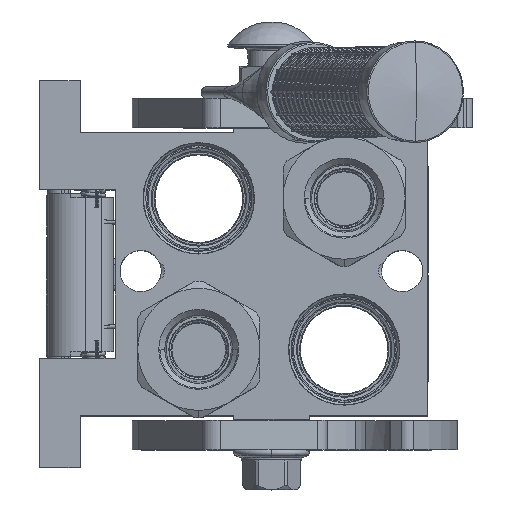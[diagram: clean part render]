
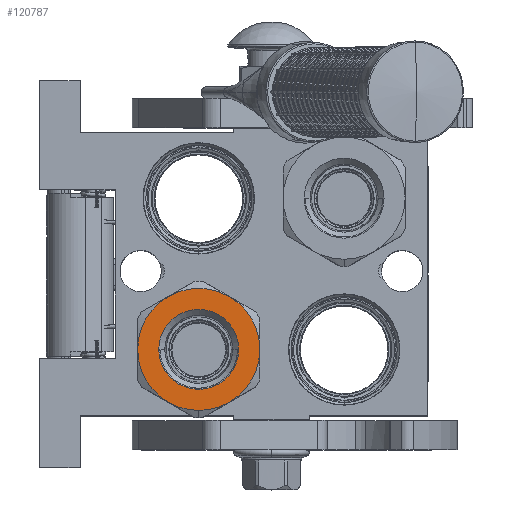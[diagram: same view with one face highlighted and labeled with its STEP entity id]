
A CAD part, top view. The second image highlights one B-rep face of the part: STEP entity #120787.
In plain terms, the highlighted face is planar.
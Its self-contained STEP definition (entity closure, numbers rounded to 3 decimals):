
#2157 = AXIS2_PLACEMENT_3D ( 'NONE', #42791, #146202, #58713 ) ;
#2404 = CARTESIAN_POINT ( 'NONE',  ( 100.6, 0., 0. ) ) ;
#3040 = DIRECTION ( 'NONE',  ( 0., 1., 0. ) ) ;
#3588 = AXIS2_PLACEMENT_3D ( 'NONE', #81083, #183211, #158341 ) ;
#4279 = CARTESIAN_POINT ( 'NONE',  ( 100.6, 0., 0. ) ) ;
#4468 = DIRECTION ( 'NONE',  ( 0., 0., -1. ) ) ;
#6185 = DIRECTION ( 'NONE',  ( 1., 0., 0. ) ) ;
#7660 = DIRECTION ( 'NONE',  ( 0., -0.5, -0.866 ) ) ;
#13770 = CARTESIAN_POINT ( 'NONE',  ( 100.6, 13.75, 0. ) ) ;
#14456 = VERTEX_POINT ( 'NONE', #13770 ) ;
#19300 = EDGE_CURVE ( 'NONE', #136369, #80644, #105199, .T. ) ;
#20216 = DIRECTION ( 'NONE',  ( 0., 1., 0. ) ) ;
#22185 = CIRCLE ( 'NONE', #121945, 21. ) ;
#22641 = FACE_OUTER_BOUND ( 'NONE', #81434, .T. ) ;
#23441 = DIRECTION ( 'NONE',  ( -1., 0., 0. ) ) ;
#25839 = CIRCLE ( 'NONE', #3588, 21. ) ;
#27140 = ORIENTED_EDGE ( 'NONE', *, *, #188149, .T. ) ;
#29459 = ORIENTED_EDGE ( 'NONE', *, *, #153206, .T. ) ;
#29591 = VERTEX_POINT ( 'NONE', #166324 ) ;
#32343 = DIRECTION ( 'NONE',  ( -1., 0., 0. ) ) ;
#36567 = DIRECTION ( 'NONE',  ( 0., -0.5, -0.866 ) ) ;
#37584 = ORIENTED_EDGE ( 'NONE', *, *, #109608, .T. ) ;
#37789 = DIRECTION ( 'NONE',  ( 1., 0., 0. ) ) ;
#38738 = DIRECTION ( 'NONE',  ( 0., -1., 0. ) ) ;
#39093 = ORIENTED_EDGE ( 'NONE', *, *, #180526, .T. ) ;
#42791 = CARTESIAN_POINT ( 'NONE',  ( 100.6, 0., 0. ) ) ;
#44665 = CIRCLE ( 'NONE', #137818, 21. ) ;
#47406 = AXIS2_PLACEMENT_3D ( 'NONE', #126818, #23441, #124295 ) ;
#48283 = CARTESIAN_POINT ( 'NONE',  ( 100.6, -21., 0. ) ) ;
#50921 = CARTESIAN_POINT ( 'NONE',  ( 100.6, 21., 0. ) ) ;
#55527 = CARTESIAN_POINT ( 'NONE',  ( 100.6, -10.5, 18.187 ) ) ;
#57168 = ORIENTED_EDGE ( 'NONE', *, *, #92321, .F. ) ;
#58713 = DIRECTION ( 'NONE',  ( 0., 0.5, 0.866 ) ) ;
#68196 = ORIENTED_EDGE ( 'NONE', *, *, #159715, .T. ) ;
#70983 = CARTESIAN_POINT ( 'NONE',  ( 100.6, -10.5, -18.187 ) ) ;
#75214 = ORIENTED_EDGE ( 'NONE', *, *, #115321, .F. ) ;
#76404 = CIRCLE ( 'NONE', #153030, 13.75 ) ;
#80644 = VERTEX_POINT ( 'NONE', #50921 ) ;
#81083 = CARTESIAN_POINT ( 'NONE',  ( 100.6, 0., 0. ) ) ;
#81434 = EDGE_LOOP ( 'NONE', ( #166702, #29459, #27140, #57168, #75214, #147558, #37584 ) ) ;
#82034 = AXIS2_PLACEMENT_3D ( 'NONE', #120027, #150568, #4468 ) ;
#90959 = CIRCLE ( 'NONE', #121354, 13.75 ) ;
#92321 = EDGE_CURVE ( 'NONE', #166858, #179658, #25839, .T. ) ;
#93804 = CARTESIAN_POINT ( 'NONE',  ( 100.6, 0., -21. ) ) ;
#105199 = CIRCLE ( 'NONE', #152884, 21. ) ;
#106781 = VERTEX_POINT ( 'NONE', #70983 ) ;
#109446 = FACE_BOUND ( 'NONE', #186819, .T. ) ;
#109608 = EDGE_CURVE ( 'NONE', #168315, #136369, #140098, .T. ) ;
#115321 = EDGE_CURVE ( 'NONE', #106781, #166858, #138858, .T. ) ;
#115373 = VERTEX_POINT ( 'NONE', #157446 ) ;
#120027 = CARTESIAN_POINT ( 'NONE',  ( 100.6, 0., 0. ) ) ;
#120463 = AXIS2_PLACEMENT_3D ( 'NONE', #128259, #157643, #7660 ) ;
#120787 = ADVANCED_FACE ( 'NONE', ( #22641, #109446 ), #178006, .F. ) ;
#121354 = AXIS2_PLACEMENT_3D ( 'NONE', #138998, #168974, #38738 ) ;
#121945 = AXIS2_PLACEMENT_3D ( 'NONE', #4279, #6185, #20216 ) ;
#124295 = DIRECTION ( 'NONE',  ( 0., -0.5, -0.866 ) ) ;
#125251 = CARTESIAN_POINT ( 'NONE',  ( 100.6, 0., 0. ) ) ;
#125872 = DIRECTION ( 'NONE',  ( 0., 0.5, -0.866 ) ) ;
#126596 = CARTESIAN_POINT ( 'NONE',  ( 100.6, 0., 0. ) ) ;
#126818 = CARTESIAN_POINT ( 'NONE',  ( 100.6, 0., 0. ) ) ;
#128259 = CARTESIAN_POINT ( 'NONE',  ( 100.6, 0., 0. ) ) ;
#136369 = VERTEX_POINT ( 'NONE', #180817 ) ;
#137681 = CIRCLE ( 'NONE', #2157, 21. ) ;
#137818 = AXIS2_PLACEMENT_3D ( 'NONE', #126596, #139372, #36567 ) ;
#138858 = CIRCLE ( 'NONE', #47406, 21. ) ;
#138998 = CARTESIAN_POINT ( 'NONE',  ( 100.6, 0., 0. ) ) ;
#139372 = DIRECTION ( 'NONE',  ( 1., 0., 0. ) ) ;
#140098 = CIRCLE ( 'NONE', #120463, 21. ) ;
#146202 = DIRECTION ( 'NONE',  ( 1., 0., 0. ) ) ;
#147558 = ORIENTED_EDGE ( 'NONE', *, *, #166144, .T. ) ;
#150568 = DIRECTION ( 'NONE',  ( -1., 0., 0. ) ) ;
#152884 = AXIS2_PLACEMENT_3D ( 'NONE', #125251, #37789, #125872 ) ;
#153030 = AXIS2_PLACEMENT_3D ( 'NONE', #2404, #32343, #3040 ) ;
#153206 = EDGE_CURVE ( 'NONE', #80644, #115373, #22185, .T. ) ;
#157446 = CARTESIAN_POINT ( 'NONE',  ( 100.6, 10.5, 18.187 ) ) ;
#157643 = DIRECTION ( 'NONE',  ( 1., 0., 0. ) ) ;
#158341 = DIRECTION ( 'NONE',  ( 0., -1., 0. ) ) ;
#159715 = EDGE_CURVE ( 'NONE', #29591, #14456, #90959, .T. ) ;
#166144 = EDGE_CURVE ( 'NONE', #106781, #168315, #44665, .T. ) ;
#166324 = CARTESIAN_POINT ( 'NONE',  ( 100.6, -13.75, 0. ) ) ;
#166702 = ORIENTED_EDGE ( 'NONE', *, *, #19300, .T. ) ;
#166858 = VERTEX_POINT ( 'NONE', #48283 ) ;
#168315 = VERTEX_POINT ( 'NONE', #93804 ) ;
#168974 = DIRECTION ( 'NONE',  ( -1., 0., 0. ) ) ;
#178006 = PLANE ( 'NONE',  #82034 ) ;
#179658 = VERTEX_POINT ( 'NONE', #55527 ) ;
#180526 = EDGE_CURVE ( 'NONE', #14456, #29591, #76404, .T. ) ;
#180817 = CARTESIAN_POINT ( 'NONE',  ( 100.6, 10.5, -18.187 ) ) ;
#183211 = DIRECTION ( 'NONE',  ( -1., 0., 0. ) ) ;
#186819 = EDGE_LOOP ( 'NONE', ( #39093, #68196 ) ) ;
#188149 = EDGE_CURVE ( 'NONE', #115373, #179658, #137681, .T. ) ;
